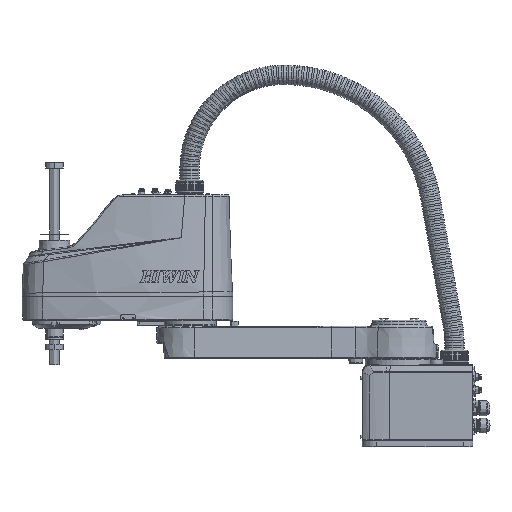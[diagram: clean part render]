
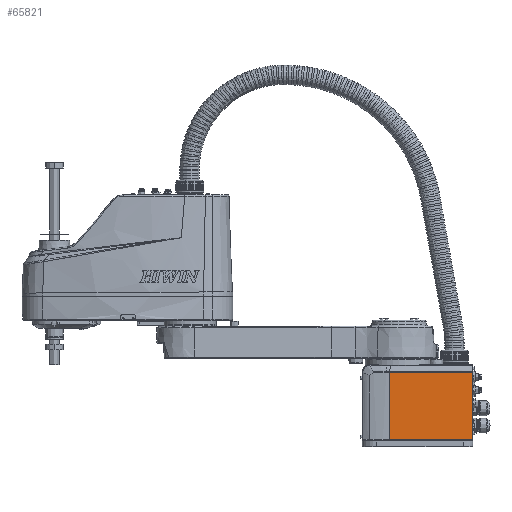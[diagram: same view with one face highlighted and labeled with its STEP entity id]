
A CAD part, left-side view. The second image highlights one B-rep face of the part: STEP entity #65821.
In plain terms, the highlighted planar face has unit normal (-1, 0, 0).
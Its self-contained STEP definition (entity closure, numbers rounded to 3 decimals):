
#3550=FACE_OUTER_BOUND('',#7622,.T.);
#7622=EDGE_LOOP('',(#41609,#41610,#41611,#41612));
#17287=LINE('',#97461,#21324);
#17350=LINE('',#98933,#21387);
#17351=LINE('',#99098,#21388);
#17352=LINE('',#99100,#21389);
#21324=VECTOR('',#78033,10.);
#21387=VECTOR('',#78276,136.803);
#21388=VECTOR('',#78285,168.812);
#21389=VECTOR('',#78288,168.812);
#25368=VERTEX_POINT('',#97458);
#25369=VERTEX_POINT('',#97460);
#25471=VERTEX_POINT('',#98929);
#25473=VERTEX_POINT('',#98932);
#31741=EDGE_CURVE('',#25369,#25368,#17287,.T.);
#31891=EDGE_CURVE('',#25471,#25473,#17350,.T.);
#31897=EDGE_CURVE('',#25369,#25471,#17351,.T.);
#31898=EDGE_CURVE('',#25473,#25368,#17352,.T.);
#41609=ORIENTED_EDGE('',*,*,#31897,.F.);
#41610=ORIENTED_EDGE('',*,*,#31741,.T.);
#41611=ORIENTED_EDGE('',*,*,#31898,.F.);
#41612=ORIENTED_EDGE('',*,*,#31891,.F.);
#60581=PLANE('',#70441);
#65821=ADVANCED_FACE('',(#3550),#60581,.T.);
#70441=AXIS2_PLACEMENT_3D('',#99099,#78286,#78287);
#78033=DIRECTION('',(0.,1.,0.));
#78276=DIRECTION('',(0.,1.,0.));
#78285=DIRECTION('',(0.,0.,-1.));
#78286=DIRECTION('center_axis',(-1.,0.,0.));
#78287=DIRECTION('ref_axis',(0.,0.,1.));
#78288=DIRECTION('',(0.,0.,1.));
#97458=CARTESIAN_POINT('',(-65.001,139.807,220.));
#97460=CARTESIAN_POINT('',(-65.001,3.,220.));
#97461=CARTESIAN_POINT('',(-65.001,116.846,220.));
#98929=CARTESIAN_POINT('',(-65.001,3.,51.188));
#98932=CARTESIAN_POINT('',(-65.001,139.803,51.188));
#98933=CARTESIAN_POINT('',(-65.001,3.,51.188));
#99098=CARTESIAN_POINT('',(-65.001,3.,220.));
#99099=CARTESIAN_POINT('Origin',(-65.001,155.,-5.));
#99100=CARTESIAN_POINT('',(-65.001,139.803,51.188));
